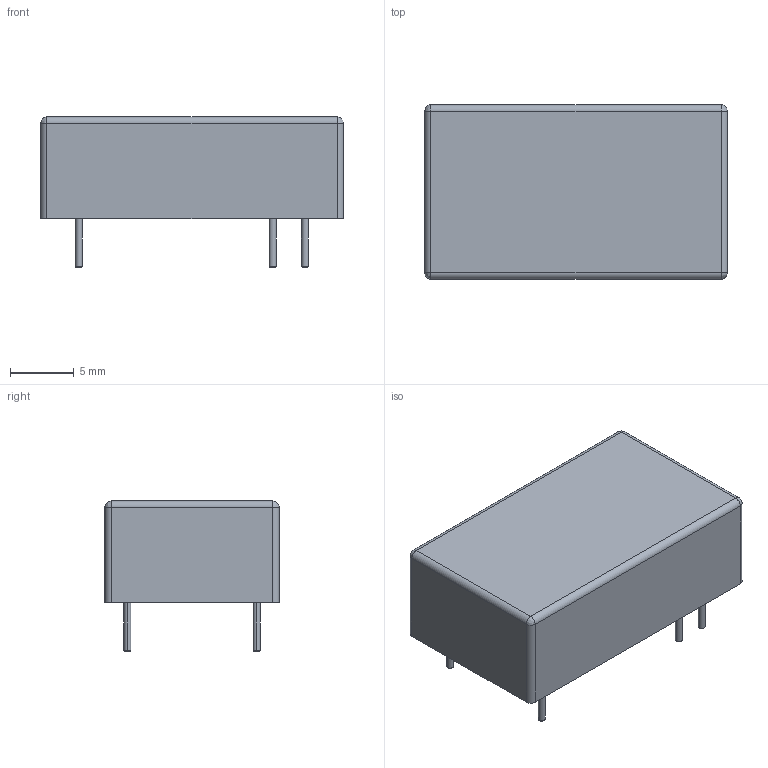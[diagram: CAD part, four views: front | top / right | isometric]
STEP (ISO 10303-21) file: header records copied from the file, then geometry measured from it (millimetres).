
FILE_DESCRIPTION (( 'STEP AP214' ), '1' );
FILE_NAME ('User Library-TEL 10-4815WI.STEP', '2021-03-20T23:19:24', ( '' ), ( '' ), 'SwSTEP 2.0', 'SolidWorks 2020', '' );
FILE_SCHEMA (( 'AUTOMOTIVE_DESIGN' ));
Length unit declared in the file: millimetre
Products named in the file (1): User Library-TEL 10-4815WI
Bounding box: 23.8 x 13.7 x 11.8 mm (x, y, z)
Volume: 2608.2 mm3; surface area: 1270.7 mm2
Topology: 7 solids, 7 shells, 54 faces, 108 edges, 64 vertices
Faces by surface type: cylinder 20, plane 18, cone 12, bspline 4
Entity records: 1512 total; most frequent: CARTESIAN_POINT 283, DIRECTION 266, ORIENTED_EDGE 208, AXIS2_PLACEMENT_3D 111, EDGE_CURVE 104, VERTEX_POINT 64, CIRCLE 60, FACE_OUTER_BOUND 54
